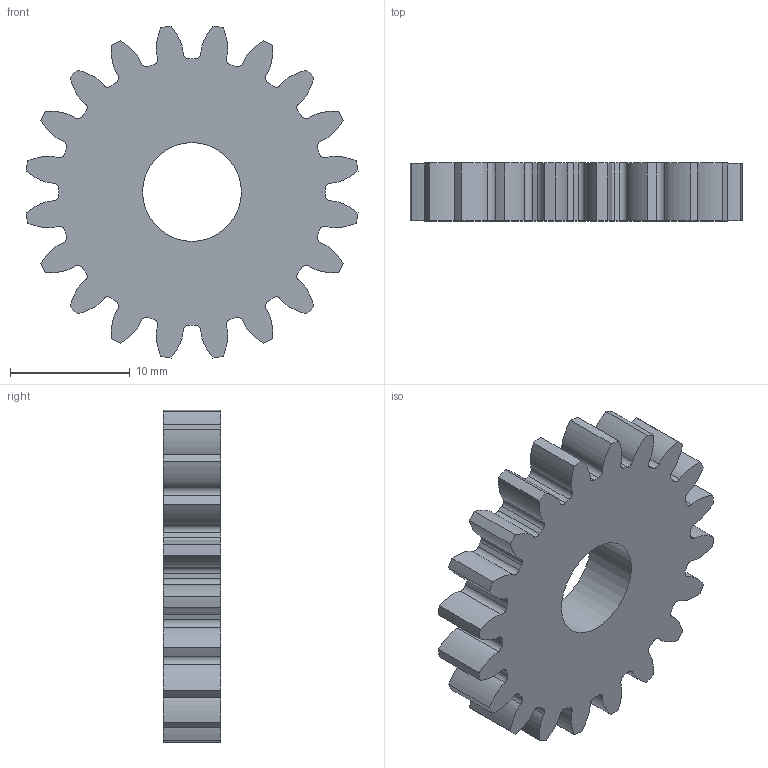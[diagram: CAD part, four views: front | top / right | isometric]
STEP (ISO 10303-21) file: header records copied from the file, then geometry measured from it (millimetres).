
FILE_DESCRIPTION(/* description */ ('STEP AP242','CAx-IF Rec.Pracs.---Representation and Presentation of Product Manufacturing Information (PMI)---4.0---2014-10-13','CAx-IF Rec.Pracs.---3D Tessellated Geometry---0.4---2014-09-14','2;1'),/* implementation_level */ '2;1');
FILE_NAME(/* name */ '67657ca367f02c7fbb44fd94',/* time_stamp */ '2024-12-20T14:18:11Z',/* author */ (''),/* organization */ (''),/* preprocessor_version */ 'ST-DEVELOPER v20',/* originating_system */ 'ONSHAPE BY PTC INC, 1.191',/* authorisation */ ' ');
FILE_SCHEMA (('AP242_MANAGED_MODEL_BASED_3D_ENGINEERING_MIM_LF { 1 0 10303 442 1 1 4 }'));
Length unit declared in the file: metre
Products named in the file (1): Spur gear (20 teeth)
Bounding box: 27.72 x 4.83 x 27.72 mm (x, y, z)
Volume: 2137.7 mm3; surface area: 1778.2 mm2
Topology: 1 solids, 1 shells, 123 faces, 363 edges, 242 vertices
Faces by surface type: cylinder 81, bspline 40, plane 2
Full cylindrical faces by diameter (mm): 8.255 x1
Entity records: 7640 total; most frequent: CARTESIAN_POINT 4448, ORIENTED_EDGE 724, DIRECTION 612, EDGE_CURVE 362, AXIS2_PLACEMENT_3D 246, VERTEX_POINT 242, CIRCLE 162, EDGE_LOOP 126
